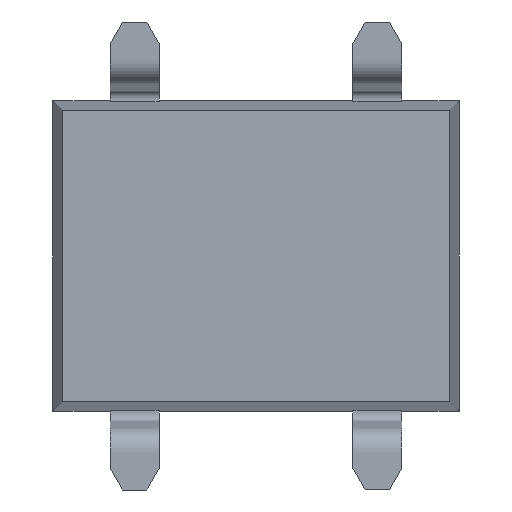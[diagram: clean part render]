
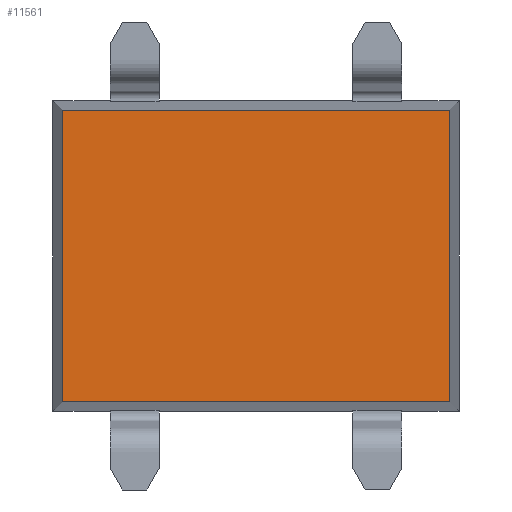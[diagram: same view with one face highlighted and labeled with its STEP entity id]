
A CAD part, front view. The second image highlights one B-rep face of the part: STEP entity #11561.
In plain terms, the highlighted planar face has unit normal (0, -1, 0).
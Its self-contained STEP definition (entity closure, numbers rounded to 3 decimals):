
#249 = DIRECTION ( 'NONE',  ( 0., 1., 0. ) ) ;
#696 = VERTEX_POINT ( 'NONE', #13819 ) ;
#1300 = VECTOR ( 'NONE', #12704, 1000. ) ;
#1741 = CARTESIAN_POINT ( 'NONE',  ( 6.592, 0.076, -1.345 ) ) ;
#3311 = ORIENTED_EDGE ( 'NONE', *, *, #7673, .T. ) ;
#3349 = DIRECTION ( 'NONE',  ( -1., 0., 0. ) ) ;
#4077 = CARTESIAN_POINT ( 'NONE',  ( -1.512, 0.076, -7.439 ) ) ;
#4378 = CARTESIAN_POINT ( 'NONE',  ( 0., 0.076, -7.439 ) ) ;
#5745 = VERTEX_POINT ( 'NONE', #1741 ) ;
#5809 = VECTOR ( 'NONE', #9907, 1000. ) ;
#5844 = LINE ( 'NONE', #19213, #18345 ) ;
#6152 = LINE ( 'NONE', #4378, #1300 ) ;
#6720 = DIRECTION ( 'NONE',  ( 0., 0., 1. ) ) ;
#7673 = EDGE_CURVE ( 'NONE', #696, #5745, #5844, .T. ) ;
#7747 = EDGE_CURVE ( 'NONE', #9327, #696, #6152, .T. ) ;
#9327 = VERTEX_POINT ( 'NONE', #4077 ) ;
#9597 = CARTESIAN_POINT ( 'NONE',  ( 0., 0.076, -1.345 ) ) ;
#9747 = ORIENTED_EDGE ( 'NONE', *, *, #7747, .T. ) ;
#9907 = DIRECTION ( 'NONE',  ( 0., 0., -1. ) ) ;
#10838 = FACE_OUTER_BOUND ( 'NONE', #18589, .T. ) ;
#11412 = CARTESIAN_POINT ( 'NONE',  ( -1.512, 0.076, -1.345 ) ) ;
#11466 = AXIS2_PLACEMENT_3D ( 'NONE', #19579, #249, #6720 ) ;
#11561 = ADVANCED_FACE ( 'NONE', ( #10838 ), #14349, .F. ) ;
#12471 = ORIENTED_EDGE ( 'NONE', *, *, #14485, .T. ) ;
#12704 = DIRECTION ( 'NONE',  ( 1., 0., 0. ) ) ;
#12885 = CARTESIAN_POINT ( 'NONE',  ( -1.512, 0.076, 0. ) ) ;
#13525 = EDGE_CURVE ( 'NONE', #19137, #9327, #19177, .T. ) ;
#13819 = CARTESIAN_POINT ( 'NONE',  ( 6.592, 0.076, -7.439 ) ) ;
#14349 = PLANE ( 'NONE',  #11466 ) ;
#14485 = EDGE_CURVE ( 'NONE', #5745, #19137, #17878, .T. ) ;
#15102 = VECTOR ( 'NONE', #3349, 1000. ) ;
#17878 = LINE ( 'NONE', #9597, #15102 ) ;
#18345 = VECTOR ( 'NONE', #19095, 1000. ) ;
#18589 = EDGE_LOOP ( 'NONE', ( #3311, #12471, #19344, #9747 ) ) ;
#19095 = DIRECTION ( 'NONE',  ( 0., 0., 1. ) ) ;
#19137 = VERTEX_POINT ( 'NONE', #11412 ) ;
#19177 = LINE ( 'NONE', #12885, #5809 ) ;
#19213 = CARTESIAN_POINT ( 'NONE',  ( 6.592, 0.076, 0. ) ) ;
#19344 = ORIENTED_EDGE ( 'NONE', *, *, #13525, .T. ) ;
#19579 = CARTESIAN_POINT ( 'NONE',  ( 0., 0.076, 0. ) ) ;
